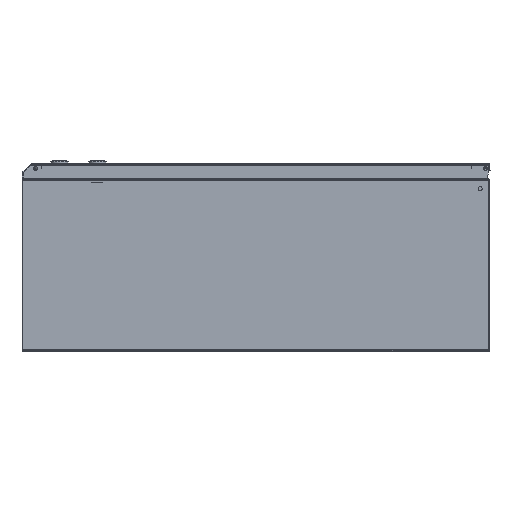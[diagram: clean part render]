
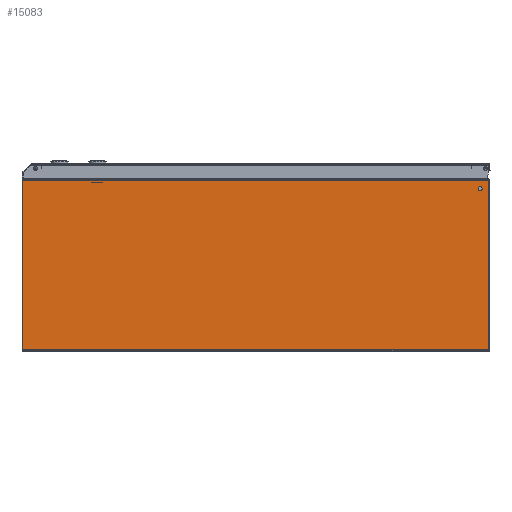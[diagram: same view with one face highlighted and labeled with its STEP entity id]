
A CAD part, front view. The second image highlights one B-rep face of the part: STEP entity #15083.
In plain terms, the highlighted face is planar.
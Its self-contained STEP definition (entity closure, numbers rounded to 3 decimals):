
#402 = EDGE_LOOP ( 'NONE', ( #15498, #8593 ) ) ;
#732 = VERTEX_POINT ( 'NONE', #5553 ) ;
#2031 = CARTESIAN_POINT ( 'NONE',  ( -12.153, 0., 668.938 ) ) ;
#2215 = VERTEX_POINT ( 'NONE', #14127 ) ;
#2256 = CARTESIAN_POINT ( 'NONE',  ( -283.453, 0., -81.062 ) ) ;
#3489 = CARTESIAN_POINT ( 'NONE',  ( -12.153, 0., -81.062 ) ) ;
#3675 = DIRECTION ( 'NONE',  ( 0., 0., 1. ) ) ;
#3985 = CARTESIAN_POINT ( 'NONE',  ( -283.453, 0., 668.938 ) ) ;
#4072 = DIRECTION ( 'NONE',  ( 0., 0., -1. ) ) ;
#4089 = LINE ( 'NONE', #7425, #17335 ) ;
#4107 = ORIENTED_EDGE ( 'NONE', *, *, #7467, .T. ) ;
#4352 = AXIS2_PLACEMENT_3D ( 'NONE', #19213, #17480, #3675 ) ;
#4729 = VECTOR ( 'NONE', #4072, 1000. ) ;
#4825 = ORIENTED_EDGE ( 'NONE', *, *, #17912, .T. ) ;
#4901 = DIRECTION ( 'NONE',  ( 0., 0., 1. ) ) ;
#5171 = DIRECTION ( 'NONE',  ( 0., 1., 0. ) ) ;
#5553 = CARTESIAN_POINT ( 'NONE',  ( -12.153, 0., 668.938 ) ) ;
#5824 = VECTOR ( 'NONE', #7625, 1000. ) ;
#6048 = CARTESIAN_POINT ( 'NONE',  ( -283.453, 0., -81.062 ) ) ;
#6947 = EDGE_CURVE ( 'NONE', #2215, #17779, #15636, .T. ) ;
#7425 = CARTESIAN_POINT ( 'NONE',  ( -283.453, 0., -81.062 ) ) ;
#7467 = EDGE_CURVE ( 'NONE', #17910, #732, #14679, .T. ) ;
#7625 = DIRECTION ( 'NONE',  ( 1., 0., 0. ) ) ;
#7978 = DIRECTION ( 'NONE',  ( 0., 1., 0. ) ) ;
#8093 = FACE_OUTER_BOUND ( 'NONE', #10340, .T. ) ;
#8236 = VERTEX_POINT ( 'NONE', #3489 ) ;
#8593 = ORIENTED_EDGE ( 'NONE', *, *, #21349, .F. ) ;
#9426 = AXIS2_PLACEMENT_3D ( 'NONE', #22436, #5171, #19314 ) ;
#9625 = AXIS2_PLACEMENT_3D ( 'NONE', #16629, #7978, #4901 ) ;
#10340 = EDGE_LOOP ( 'NONE', ( #4107, #12127, #4825, #19606 ) ) ;
#11831 = VERTEX_POINT ( 'NONE', #6048 ) ;
#12127 = ORIENTED_EDGE ( 'NONE', *, *, #20642, .T. ) ;
#12533 = LINE ( 'NONE', #2031, #4729 ) ;
#14127 = CARTESIAN_POINT ( 'NONE',  ( -24.753, 0., 657.188 ) ) ;
#14180 = VECTOR ( 'NONE', #14465, 1000. ) ;
#14376 = DIRECTION ( 'NONE',  ( -1., 0., 0. ) ) ;
#14465 = DIRECTION ( 'NONE',  ( 0., 0., 1. ) ) ;
#14679 = LINE ( 'NONE', #16047, #5824 ) ;
#15083 = ADVANCED_FACE ( 'NONE', ( #21919, #8093 ), #20422, .T. ) ;
#15498 = ORIENTED_EDGE ( 'NONE', *, *, #6947, .F. ) ;
#15636 = CIRCLE ( 'NONE', #4352, 3.25 ) ;
#16047 = CARTESIAN_POINT ( 'NONE',  ( -283.453, 0., 668.938 ) ) ;
#16629 = CARTESIAN_POINT ( 'NONE',  ( -283.453, 0., 668.938 ) ) ;
#16709 = CIRCLE ( 'NONE', #9426, 3.25 ) ;
#17335 = VECTOR ( 'NONE', #14376, 1000. ) ;
#17480 = DIRECTION ( 'NONE',  ( 0., 1., 0. ) ) ;
#17779 = VERTEX_POINT ( 'NONE', #21024 ) ;
#17882 = LINE ( 'NONE', #2256, #14180 ) ;
#17910 = VERTEX_POINT ( 'NONE', #3985 ) ;
#17912 = EDGE_CURVE ( 'NONE', #8236, #11831, #4089, .T. ) ;
#19213 = CARTESIAN_POINT ( 'NONE',  ( -24.753, 0., 653.938 ) ) ;
#19314 = DIRECTION ( 'NONE',  ( 0., 0., 1. ) ) ;
#19606 = ORIENTED_EDGE ( 'NONE', *, *, #21982, .T. ) ;
#20422 = PLANE ( 'NONE',  #9625 ) ;
#20642 = EDGE_CURVE ( 'NONE', #732, #8236, #12533, .T. ) ;
#21024 = CARTESIAN_POINT ( 'NONE',  ( -24.753, 0., 650.688 ) ) ;
#21349 = EDGE_CURVE ( 'NONE', #17779, #2215, #16709, .T. ) ;
#21919 = FACE_BOUND ( 'NONE', #402, .T. ) ;
#21982 = EDGE_CURVE ( 'NONE', #11831, #17910, #17882, .T. ) ;
#22436 = CARTESIAN_POINT ( 'NONE',  ( -24.753, 0., 653.938 ) ) ;
